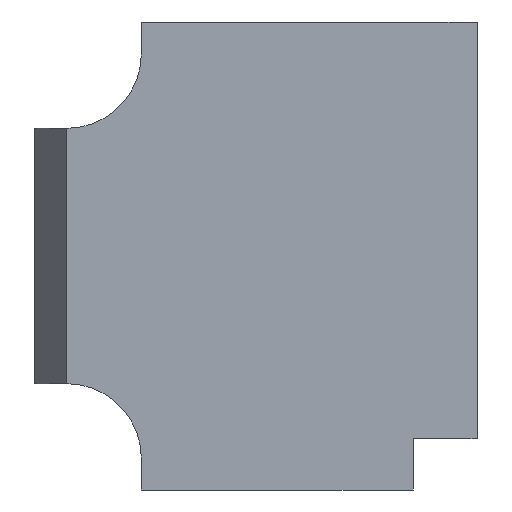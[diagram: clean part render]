
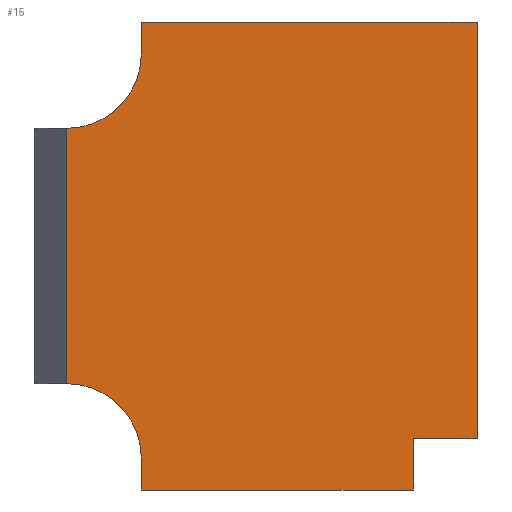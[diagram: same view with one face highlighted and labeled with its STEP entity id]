
A CAD part, left-side view. The second image highlights one B-rep face of the part: STEP entity #15.
In plain terms, the highlighted planar face has unit normal (-1, 0, 0).
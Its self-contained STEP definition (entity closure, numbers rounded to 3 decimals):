
#10 = VERTEX_POINT ( 'NONE', #419 ) ;
#15 = ADVANCED_FACE ( 'NONE', ( #366 ), #684, .F. ) ;
#18 = EDGE_CURVE ( 'NONE', #174, #599, #494, .T. ) ;
#22 = CARTESIAN_POINT ( 'NONE',  ( 35., 136.96, -88.75 ) ) ;
#23 = DIRECTION ( 'NONE',  ( 1., 0., 0. ) ) ;
#25 = CARTESIAN_POINT ( 'NONE',  ( 35., 136.96, -140. ) ) ;
#39 = ORIENTED_EDGE ( 'NONE', *, *, #572, .F. ) ;
#71 = ORIENTED_EDGE ( 'NONE', *, *, #443, .T. ) ;
#90 = CARTESIAN_POINT ( 'NONE',  ( 35., 145.71, -97.5 ) ) ;
#94 = ORIENTED_EDGE ( 'NONE', *, *, #162, .T. ) ;
#98 = ORIENTED_EDGE ( 'NONE', *, *, #195, .T. ) ;
#99 = VECTOR ( 'NONE', #543, 1000. ) ;
#129 = AXIS2_PLACEMENT_3D ( 'NONE', #676, #302, #241 ) ;
#132 = ORIENTED_EDGE ( 'NONE', *, *, #581, .T. ) ;
#156 = LINE ( 'NONE', #225, #232 ) ;
#161 = CARTESIAN_POINT ( 'NONE',  ( 35., 101., -134. ) ) ;
#162 = EDGE_CURVE ( 'NONE', #550, #292, #156, .T. ) ;
#172 = VECTOR ( 'NONE', #659, 1000. ) ;
#174 = VERTEX_POINT ( 'NONE', #280 ) ;
#194 = ORIENTED_EDGE ( 'NONE', *, *, #591, .T. ) ;
#195 = EDGE_CURVE ( 'NONE', #746, #303, #221, .T. ) ;
#221 = LINE ( 'NONE', #348, #248 ) ;
#225 = CARTESIAN_POINT ( 'NONE',  ( 35., 136.96, -88.75 ) ) ;
#227 = CARTESIAN_POINT ( 'NONE',  ( 35., 136.96, -136.25 ) ) ;
#232 = VECTOR ( 'NONE', #408, 1000. ) ;
#241 = DIRECTION ( 'NONE',  ( 0., 0., -1. ) ) ;
#247 = VERTEX_POINT ( 'NONE', #25 ) ;
#248 = VECTOR ( 'NONE', #475, 1000. ) ;
#258 = CARTESIAN_POINT ( 'NONE',  ( 35., 105., -134. ) ) ;
#278 = CARTESIAN_POINT ( 'NONE',  ( 35., 145.71, -120. ) ) ;
#280 = CARTESIAN_POINT ( 'NONE',  ( 35., 145.71, -127.5 ) ) ;
#283 = CARTESIAN_POINT ( 'NONE',  ( 35., 136.96, -136.25 ) ) ;
#284 = ORIENTED_EDGE ( 'NONE', *, *, #609, .T. ) ;
#290 = LINE ( 'NONE', #161, #99 ) ;
#292 = VERTEX_POINT ( 'NONE', #22 ) ;
#302 = DIRECTION ( 'NONE',  ( 1., 0., 0. ) ) ;
#303 = VERTEX_POINT ( 'NONE', #258 ) ;
#310 = AXIS2_PLACEMENT_3D ( 'NONE', #741, #359, #552 ) ;
#311 = CARTESIAN_POINT ( 'NONE',  ( 35., 105., -140. ) ) ;
#346 = CARTESIAN_POINT ( 'NONE',  ( 35., 97.5, -112.5 ) ) ;
#348 = CARTESIAN_POINT ( 'NONE',  ( 35., 105., -135. ) ) ;
#354 = DIRECTION ( 'NONE',  ( 0., 1., 0. ) ) ;
#359 = DIRECTION ( 'NONE',  ( 1., 0., 0. ) ) ;
#366 = FACE_OUTER_BOUND ( 'NONE', #777, .T. ) ;
#382 = DIRECTION ( 'NONE',  ( 0., -1., 0. ) ) ;
#402 = LINE ( 'NONE', #283, #172 ) ;
#408 = DIRECTION ( 'NONE',  ( 0., 0., -1. ) ) ;
#412 = LINE ( 'NONE', #278, #749 ) ;
#419 = CARTESIAN_POINT ( 'NONE',  ( 35., 97.5, -85. ) ) ;
#439 = CARTESIAN_POINT ( 'NONE',  ( 35., 97.5, -134. ) ) ;
#443 = EDGE_CURVE ( 'NONE', #247, #746, #768, .T. ) ;
#451 = VERTEX_POINT ( 'NONE', #439 ) ;
#473 = DIRECTION ( 'NONE',  ( 0., 0., -1. ) ) ;
#475 = DIRECTION ( 'NONE',  ( 0., 0., 1. ) ) ;
#494 = CIRCLE ( 'NONE', #310, 8.75 ) ;
#502 = CARTESIAN_POINT ( 'NONE',  ( 35., 122.855, -140. ) ) ;
#543 = DIRECTION ( 'NONE',  ( 0., -1., 0. ) ) ;
#545 = LINE ( 'NONE', #604, #731 ) ;
#550 = VERTEX_POINT ( 'NONE', #726 ) ;
#552 = DIRECTION ( 'NONE',  ( 0., 0., -1. ) ) ;
#572 = EDGE_CURVE ( 'NONE', #10, #451, #598, .T. ) ;
#577 = CIRCLE ( 'NONE', #765, 8.75 ) ;
#581 = EDGE_CURVE ( 'NONE', #10, #550, #545, .T. ) ;
#591 = EDGE_CURVE ( 'NONE', #623, #174, #412, .T. ) ;
#598 = LINE ( 'NONE', #346, #607 ) ;
#599 = VERTEX_POINT ( 'NONE', #227 ) ;
#604 = CARTESIAN_POINT ( 'NONE',  ( 35., 118.48, -85. ) ) ;
#607 = VECTOR ( 'NONE', #473, 1000. ) ;
#608 = CARTESIAN_POINT ( 'NONE',  ( 35., 145.71, -88.75 ) ) ;
#609 = EDGE_CURVE ( 'NONE', #292, #623, #577, .T. ) ;
#623 = VERTEX_POINT ( 'NONE', #90 ) ;
#640 = EDGE_CURVE ( 'NONE', #599, #247, #402, .T. ) ;
#641 = ORIENTED_EDGE ( 'NONE', *, *, #18, .T. ) ;
#659 = DIRECTION ( 'NONE',  ( 0., 0., -1. ) ) ;
#663 = DIRECTION ( 'NONE',  ( 0., 0., -1. ) ) ;
#676 = CARTESIAN_POINT ( 'NONE',  ( 35., 124.73, -112.5 ) ) ;
#684 = PLANE ( 'NONE',  #129 ) ;
#691 = ORIENTED_EDGE ( 'NONE', *, *, #640, .T. ) ;
#700 = VECTOR ( 'NONE', #382, 1000. ) ;
#726 = CARTESIAN_POINT ( 'NONE',  ( 35., 136.96, -85. ) ) ;
#731 = VECTOR ( 'NONE', #354, 1000. ) ;
#733 = DIRECTION ( 'NONE',  ( 0., 0., -1. ) ) ;
#741 = CARTESIAN_POINT ( 'NONE',  ( 35., 145.71, -136.25 ) ) ;
#746 = VERTEX_POINT ( 'NONE', #311 ) ;
#749 = VECTOR ( 'NONE', #733, 1000. ) ;
#765 = AXIS2_PLACEMENT_3D ( 'NONE', #608, #23, #663 ) ;
#768 = LINE ( 'NONE', #502, #700 ) ;
#777 = EDGE_LOOP ( 'NONE', ( #815, #39, #132, #94, #284, #194, #641, #691, #71, #98 ) ) ;
#813 = EDGE_CURVE ( 'NONE', #303, #451, #290, .T. ) ;
#815 = ORIENTED_EDGE ( 'NONE', *, *, #813, .T. ) ;
